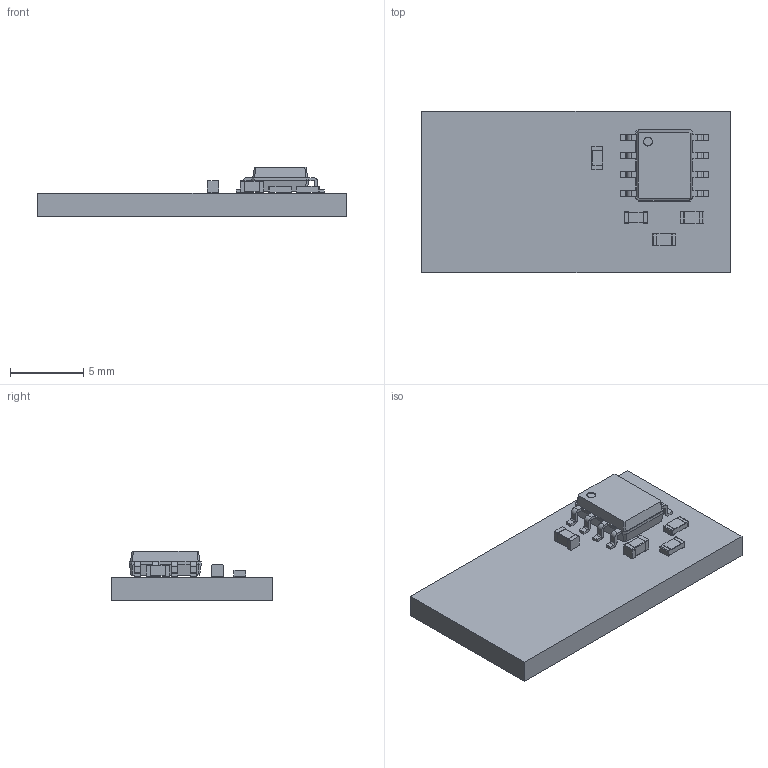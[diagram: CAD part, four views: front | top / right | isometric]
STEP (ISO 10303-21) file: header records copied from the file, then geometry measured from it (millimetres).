
FILE_DESCRIPTION(('KiCad electronic assembly'),'2;1');
FILE_NAME('SteeringMeterPCB.step','2023-06-27T08:47:47',('Pcbnew'),( 'Kicad'),'Open CASCADE STEP processor 7.6','KiCad to STEP converter' ,'Unknown');
FILE_SCHEMA(('AUTOMOTIVE_DESIGN { 1 0 10303 214 1 1 1 1 }'));
Length unit declared in the file: millimetre
Products named in the file (8): SteeringMeterPCB 1; SOIC-8_3.9x4.9mm_P1.27mm; SOLID; C_0603_1608Metric; R_0603_1608Metric; SteeringMeterPCB PCB
Assembly tree (9 placements, depth 3):
  SteeringMeterPCB 1
    SOIC-8_3.9x4.9mm_P1.27mm
      SOLID
    C_0603_1608Metric  x2
      SOLID
    R_0603_1608Metric  x2
      SOLID
    SteeringMeterPCB PCB
Bounding box: 21 x 11 x 3.4 mm (x, y, z)
Volume: 402.8 mm3; surface area: 665.1 mm2
Topology: 6 solids, 6 shells, 270 faces, 695 edges, 442 vertices
Faces by surface type: plane 165, cylinder 73, bspline 32
Full cylindrical faces by diameter (mm): 0.6 x1
Entity records: 15552 total; most frequent: CARTESIAN_POINT 2935, DIRECTION 2010, LINE 1357, VECTOR 1357, ORIENTED_EDGE 1110, PCURVE 1110, DEFINITIONAL_REPRESENTATION 1110, EDGE_CURVE 555
